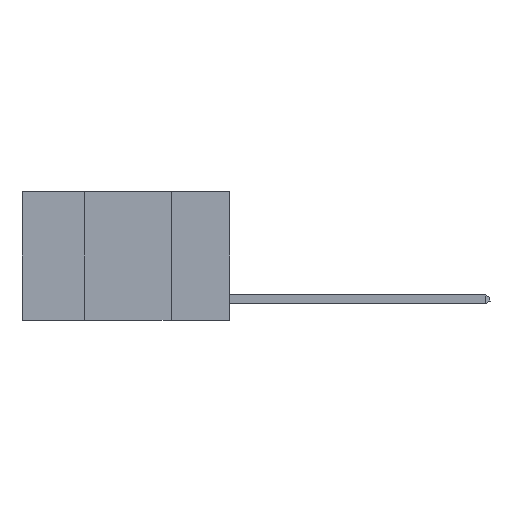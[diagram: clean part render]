
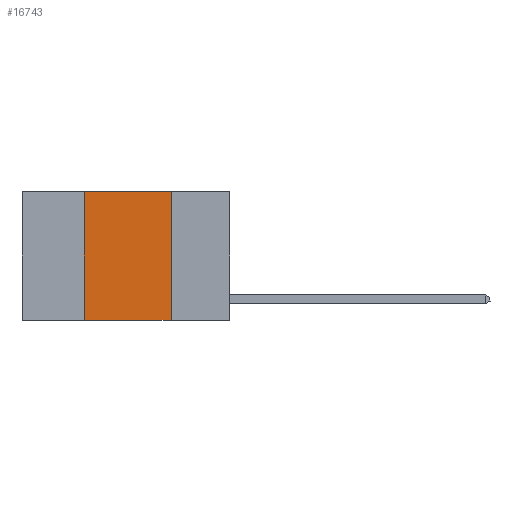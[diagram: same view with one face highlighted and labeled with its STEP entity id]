
A CAD part, left-side view. The second image highlights one B-rep face of the part: STEP entity #16743.
In plain terms, the highlighted planar face has unit normal (-1, 0, 0).
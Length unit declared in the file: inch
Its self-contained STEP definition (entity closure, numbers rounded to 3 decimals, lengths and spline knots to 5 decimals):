
#571 = CARTESIAN_POINT ( 'NONE',  ( 0., 0.42, 0. ) ) ;
#776 = VERTEX_POINT ( 'NONE', #7512 ) ;
#1077 = VERTEX_POINT ( 'NONE', #6503 ) ;
#1894 = DIRECTION ( 'NONE',  ( 0., -1., 0. ) ) ;
#2952 = FACE_OUTER_BOUND ( 'NONE', #4479, .T. ) ;
#3815 = ORIENTED_EDGE ( 'NONE', *, *, #13001, .F. ) ;
#4479 = EDGE_LOOP ( 'NONE', ( #3815, #24812, #16157, #18548 ) ) ;
#5957 = VECTOR ( 'NONE', #24878, 39.37008 ) ;
#6050 = EDGE_CURVE ( 'NONE', #1077, #14940, #11482, .T. ) ;
#6278 = AXIS2_PLACEMENT_3D ( 'NONE', #19679, #7257, #21753 ) ;
#6503 = CARTESIAN_POINT ( 'NONE',  ( 0., 0.42, -0.37 ) ) ;
#7257 = DIRECTION ( 'NONE',  ( 1., 0., 0. ) ) ;
#7512 = CARTESIAN_POINT ( 'NONE',  ( 0., 0.17, 0. ) ) ;
#8821 = EDGE_CURVE ( 'NONE', #1077, #12593, #18435, .T. ) ;
#9410 = LINE ( 'NONE', #14307, #25330 ) ;
#9526 = EDGE_CURVE ( 'NONE', #12593, #776, #11281, .T. ) ;
#10293 = CARTESIAN_POINT ( 'NONE',  ( 0., 0.6, 0. ) ) ;
#11281 = LINE ( 'NONE', #10293, #21627 ) ;
#11414 = DIRECTION ( 'NONE',  ( 0., 0., 1. ) ) ;
#11482 = LINE ( 'NONE', #22783, #5957 ) ;
#12593 = VERTEX_POINT ( 'NONE', #571 ) ;
#12942 = VECTOR ( 'NONE', #11414, 39.37008 ) ;
#13001 = EDGE_CURVE ( 'NONE', #776, #14940, #9410, .T. ) ;
#14307 = CARTESIAN_POINT ( 'NONE',  ( 0., 0.17, 0. ) ) ;
#14940 = VERTEX_POINT ( 'NONE', #26897 ) ;
#15581 = CARTESIAN_POINT ( 'NONE',  ( 0., 0.42, 0. ) ) ;
#16157 = ORIENTED_EDGE ( 'NONE', *, *, #8821, .F. ) ;
#16743 = ADVANCED_FACE ( 'NONE', ( #2952 ), #17589, .F. ) ;
#17589 = PLANE ( 'NONE',  #6278 ) ;
#18435 = LINE ( 'NONE', #15581, #12942 ) ;
#18548 = ORIENTED_EDGE ( 'NONE', *, *, #6050, .T. ) ;
#19679 = CARTESIAN_POINT ( 'NONE',  ( 0., 0.6, 0. ) ) ;
#21627 = VECTOR ( 'NONE', #1894, 39.37008 ) ;
#21753 = DIRECTION ( 'NONE',  ( 0., 0., -1. ) ) ;
#22783 = CARTESIAN_POINT ( 'NONE',  ( 0., 0.6, -0.37 ) ) ;
#24719 = DIRECTION ( 'NONE',  ( 0., 0., -1. ) ) ;
#24812 = ORIENTED_EDGE ( 'NONE', *, *, #9526, .F. ) ;
#24878 = DIRECTION ( 'NONE',  ( 0., -1., 0. ) ) ;
#25330 = VECTOR ( 'NONE', #24719, 39.37008 ) ;
#26897 = CARTESIAN_POINT ( 'NONE',  ( 0., 0.17, -0.37 ) ) ;
